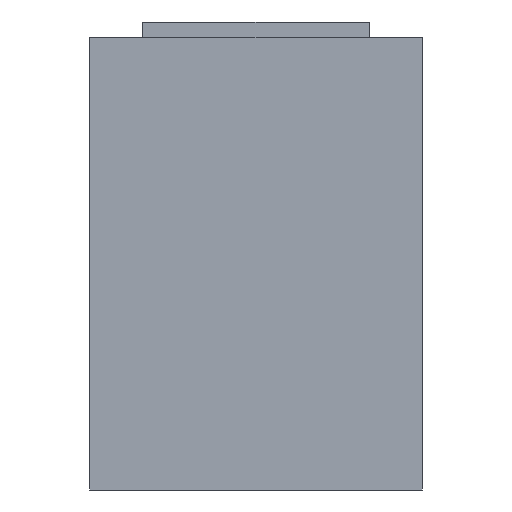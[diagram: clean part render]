
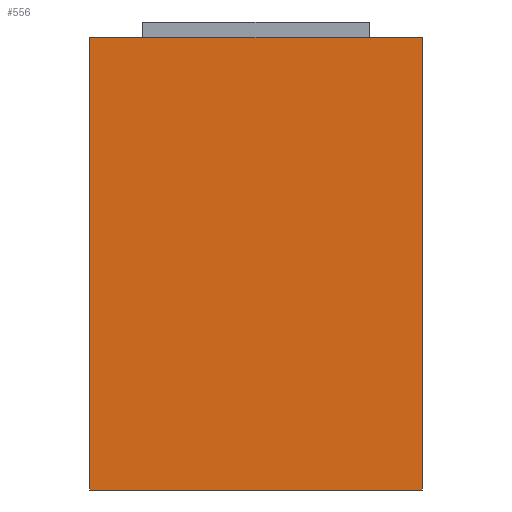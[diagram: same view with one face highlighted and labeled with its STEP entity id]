
A CAD part, front view. The second image highlights one B-rep face of the part: STEP entity #556.
In plain terms, the highlighted planar face has unit normal (0, -1, 0).
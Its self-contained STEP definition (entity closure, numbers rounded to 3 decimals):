
#417 = EDGE_CURVE('',#418,#420,#422,.T.);
#418 = VERTEX_POINT('',#419);
#419 = CARTESIAN_POINT('',(-11.,-8.,-15.));
#420 = VERTEX_POINT('',#421);
#421 = CARTESIAN_POINT('',(-11.,-8.,15.));
#422 = LINE('',#423,#424);
#423 = CARTESIAN_POINT('',(-11.,-8.,-15.));
#424 = VECTOR('',#425,1.);
#425 = DIRECTION('',(0.,0.,1.));
#450 = VERTEX_POINT('',#451);
#451 = CARTESIAN_POINT('',(11.,-8.,-15.));
#457 = EDGE_CURVE('',#450,#418,#458,.T.);
#458 = LINE('',#459,#460);
#459 = CARTESIAN_POINT('',(11.,-8.,-15.));
#460 = VECTOR('',#461,1.);
#461 = DIRECTION('',(-1.,0.,0.));
#485 = VERTEX_POINT('',#486);
#486 = CARTESIAN_POINT('',(11.,-8.,15.));
#492 = EDGE_CURVE('',#485,#420,#493,.T.);
#493 = LINE('',#494,#495);
#494 = CARTESIAN_POINT('',(11.,-8.,15.));
#495 = VECTOR('',#496,1.);
#496 = DIRECTION('',(-1.,0.,0.));
#520 = EDGE_CURVE('',#450,#485,#521,.T.);
#521 = LINE('',#522,#523);
#522 = CARTESIAN_POINT('',(11.,-8.,-15.));
#523 = VECTOR('',#524,1.);
#524 = DIRECTION('',(0.,0.,1.));
#556 = ADVANCED_FACE('',(#557),#563,.T.);
#557 = FACE_BOUND('',#558,.T.);
#558 = EDGE_LOOP('',(#559,#560,#561,#562));
#559 = ORIENTED_EDGE('',*,*,#520,.T.);
#560 = ORIENTED_EDGE('',*,*,#492,.T.);
#561 = ORIENTED_EDGE('',*,*,#417,.F.);
#562 = ORIENTED_EDGE('',*,*,#457,.F.);
#563 = PLANE('',#564);
#564 = AXIS2_PLACEMENT_3D('',#565,#566,#567);
#565 = CARTESIAN_POINT('',(11.,-8.,-15.));
#566 = DIRECTION('',(0.,-1.,0.));
#567 = DIRECTION('',(-1.,0.,0.));
